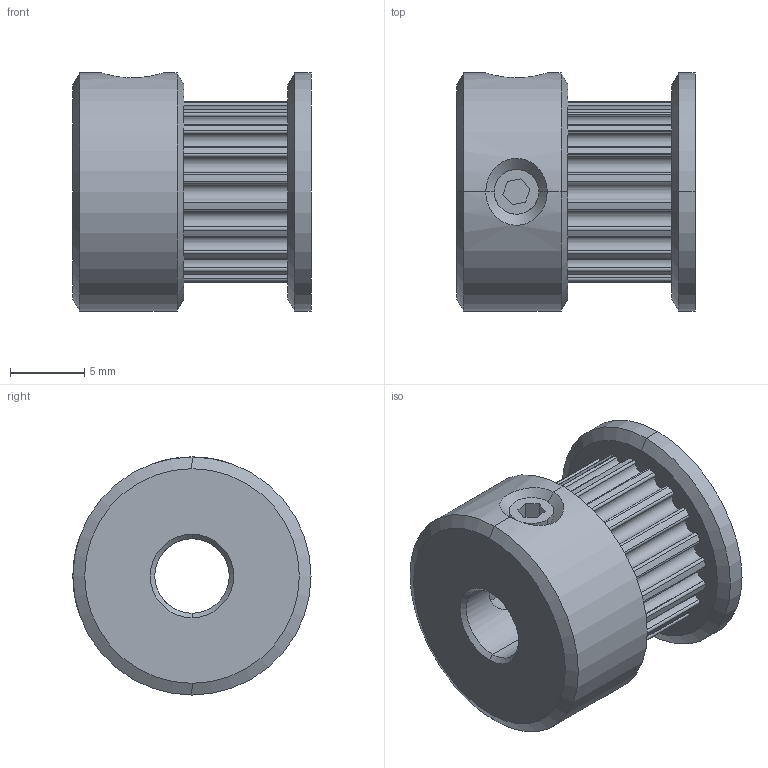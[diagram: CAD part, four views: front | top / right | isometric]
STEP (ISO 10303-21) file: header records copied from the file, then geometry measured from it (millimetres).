
FILE_DESCRIPTION (( 'STEP AP203' ), '1' );
FILE_NAME ('GT2_20T.STEP', '2016-11-14T12:12:29', ( 'Admin' ), ( '' ), 'SwSTEP 2.0', 'SolidWorks 2013', '' );
FILE_SCHEMA (( 'CONFIG_CONTROL_DESIGN' ));
Length unit declared in the file: millimetre
Products named in the file (1): GT2_20T
Bounding box: 16 x 16 x 16 mm (x, y, z)
Volume: 2149.9 mm3; surface area: 1794.2 mm2
Topology: 3 solids, 3 shells, 160 faces, 436 edges, 285 vertices
Faces by surface type: cylinder 119, plane 23, cone 14, bspline 4
Entity records: 7544 total; most frequent: CARTESIAN_POINT 3221, DIRECTION 977, ORIENTED_EDGE 872, EDGE_CURVE 436, AXIS2_PLACEMENT_3D 403, VERTEX_POINT 285, CIRCLE 246, VECTOR 171
